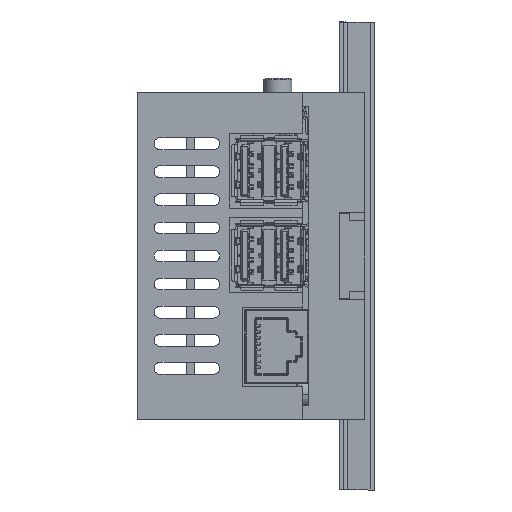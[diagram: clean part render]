
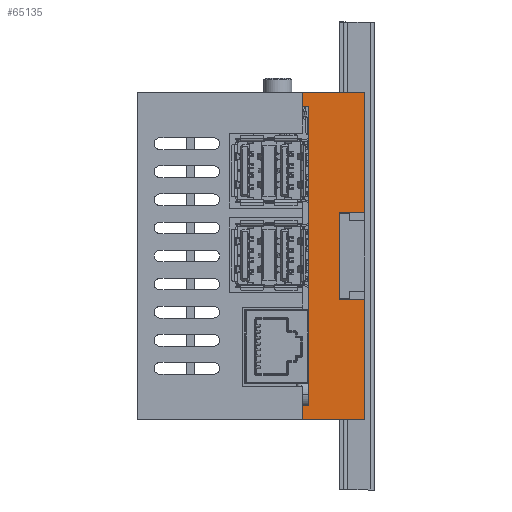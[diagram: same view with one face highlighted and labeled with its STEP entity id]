
A CAD part, left-side view. The second image highlights one B-rep face of the part: STEP entity #65135.
In plain terms, the highlighted face is planar.
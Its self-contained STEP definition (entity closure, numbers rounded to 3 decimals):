
#2835 = VECTOR ( 'NONE', #66118, 1000. ) ;
#2983 = ORIENTED_EDGE ( 'NONE', *, *, #56564, .T. ) ;
#12578 = FACE_OUTER_BOUND ( 'NONE', #122214, .T. ) ;
#13214 = CARTESIAN_POINT ( 'NONE',  ( -9.25, 7., -55. ) ) ;
#13519 = CARTESIAN_POINT ( 'NONE',  ( -9.25, 1.5, -55. ) ) ;
#14691 = LINE ( 'NONE', #36652, #109663 ) ;
#15530 = VERTEX_POINT ( 'NONE', #149987 ) ;
#19629 = EDGE_CURVE ( 'NONE', #133896, #170756, #121059, .T. ) ;
#22240 = ORIENTED_EDGE ( 'NONE', *, *, #58612, .F. ) ;
#22824 = PLANE ( 'NONE',  #137159 ) ;
#24881 = ORIENTED_EDGE ( 'NONE', *, *, #93965, .F. ) ;
#27959 = VERTEX_POINT ( 'NONE', #143971 ) ;
#29610 = DIRECTION ( 'NONE',  ( 0., -1., 0. ) ) ;
#30179 = CARTESIAN_POINT ( 'NONE',  ( -32., -5.1, -55. ) ) ;
#31959 = LINE ( 'NONE', #94494, #62870 ) ;
#32459 = ORIENTED_EDGE ( 'NONE', *, *, #145843, .T. ) ;
#33619 = VECTOR ( 'NONE', #58265, 1000. ) ;
#35589 = DIRECTION ( 'NONE',  ( 0., 0., 1. ) ) ;
#36652 = CARTESIAN_POINT ( 'NONE',  ( -35., 7., -55. ) ) ;
#37974 = CARTESIAN_POINT ( 'NONE',  ( -9.25, 1.5, -55. ) ) ;
#43425 = DIRECTION ( 'NONE',  ( 0., -1., 0. ) ) ;
#46093 = ORIENTED_EDGE ( 'NONE', *, *, #107771, .F. ) ;
#48056 = ORIENTED_EDGE ( 'NONE', *, *, #161012, .T. ) ;
#49344 = DIRECTION ( 'NONE',  ( 1., 0., 0. ) ) ;
#53339 = CARTESIAN_POINT ( 'NONE',  ( -32., -6.25, -55. ) ) ;
#56564 = EDGE_CURVE ( 'NONE', #120620, #27959, #136893, .T. ) ;
#57045 = EDGE_CURVE ( 'NONE', #27959, #152705, #63744, .T. ) ;
#58265 = DIRECTION ( 'NONE',  ( 1., 0., 0. ) ) ;
#58612 = EDGE_CURVE ( 'NONE', #15530, #135807, #116977, .T. ) ;
#61950 = CARTESIAN_POINT ( 'NONE',  ( 35., -6.25, -55. ) ) ;
#62340 = VERTEX_POINT ( 'NONE', #153650 ) ;
#62643 = CARTESIAN_POINT ( 'NONE',  ( -35., 7., -55. ) ) ;
#62870 = VECTOR ( 'NONE', #118096, 1000. ) ;
#63598 = VECTOR ( 'NONE', #119027, 1000. ) ;
#63744 = LINE ( 'NONE', #91987, #72188 ) ;
#64017 = ORIENTED_EDGE ( 'NONE', *, *, #132862, .F. ) ;
#65135 = ADVANCED_FACE ( 'NONE', ( #12578 ), #22824, .F. ) ;
#65433 = VERTEX_POINT ( 'NONE', #53339 ) ;
#66118 = DIRECTION ( 'NONE',  ( -1., 0., 0. ) ) ;
#66952 = VECTOR ( 'NONE', #107125, 1000. ) ;
#67367 = ORIENTED_EDGE ( 'NONE', *, *, #19629, .T. ) ;
#68839 = LINE ( 'NONE', #115571, #106063 ) ;
#69460 = CARTESIAN_POINT ( 'NONE',  ( 35., 7., -55. ) ) ;
#72188 = VECTOR ( 'NONE', #93684, 1000. ) ;
#76927 = CARTESIAN_POINT ( 'NONE',  ( 32., -6.25, -55. ) ) ;
#78023 = EDGE_CURVE ( 'NONE', #62340, #15530, #128448, .T. ) ;
#78679 = DIRECTION ( 'NONE',  ( -1., 0., 0. ) ) ;
#81447 = ORIENTED_EDGE ( 'NONE', *, *, #109564, .F. ) ;
#86999 = CARTESIAN_POINT ( 'NONE',  ( 35., 7., -55. ) ) ;
#91987 = CARTESIAN_POINT ( 'NONE',  ( 9.25, 1.5, -55. ) ) ;
#92238 = VECTOR ( 'NONE', #29610, 1000. ) ;
#92271 = CARTESIAN_POINT ( 'NONE',  ( -35., 7., -55. ) ) ;
#93684 = DIRECTION ( 'NONE',  ( 0., 1., 0. ) ) ;
#93717 = DIRECTION ( 'NONE',  ( 0., -1., 0. ) ) ;
#93965 = EDGE_CURVE ( 'NONE', #135807, #170756, #68839, .T. ) ;
#94494 = CARTESIAN_POINT ( 'NONE',  ( 35., -6.25, -55. ) ) ;
#94823 = CARTESIAN_POINT ( 'NONE',  ( -35., -6.25, -55. ) ) ;
#106063 = VECTOR ( 'NONE', #49344, 1000. ) ;
#107125 = DIRECTION ( 'NONE',  ( 1., 0., 0. ) ) ;
#107771 = EDGE_CURVE ( 'NONE', #133896, #152705, #114274, .T. ) ;
#108503 = CARTESIAN_POINT ( 'NONE',  ( 32., -5.1, -55. ) ) ;
#109564 = EDGE_CURVE ( 'NONE', #146773, #122378, #117463, .T. ) ;
#109663 = VECTOR ( 'NONE', #78679, 1000. ) ;
#111611 = CARTESIAN_POINT ( 'NONE',  ( -35., 7., -55. ) ) ;
#112864 = CARTESIAN_POINT ( 'NONE',  ( 9.25, 7., -55. ) ) ;
#114274 = LINE ( 'NONE', #159417, #2835 ) ;
#115571 = CARTESIAN_POINT ( 'NONE',  ( 35., -6.25, -55. ) ) ;
#116975 = VECTOR ( 'NONE', #93717, 1000. ) ;
#116977 = LINE ( 'NONE', #108503, #92238 ) ;
#117463 = LINE ( 'NONE', #111611, #169037 ) ;
#118096 = DIRECTION ( 'NONE',  ( 1., 0., 0. ) ) ;
#119027 = DIRECTION ( 'NONE',  ( 0., -1., 0. ) ) ;
#120620 = VERTEX_POINT ( 'NONE', #37974 ) ;
#121059 = LINE ( 'NONE', #69460, #116975 ) ;
#121638 = EDGE_CURVE ( 'NONE', #122378, #65433, #31959, .T. ) ;
#122214 = EDGE_LOOP ( 'NONE', ( #24881, #22240, #131463, #48056, #125741, #81447, #64017, #32459, #2983, #165609, #46093, #67367 ) ) ;
#122378 = VERTEX_POINT ( 'NONE', #94823 ) ;
#125017 = CARTESIAN_POINT ( 'NONE',  ( 32., -5.1, -55. ) ) ;
#125741 = ORIENTED_EDGE ( 'NONE', *, *, #121638, .F. ) ;
#127141 = DIRECTION ( 'NONE',  ( 1., 0., 0. ) ) ;
#128448 = LINE ( 'NONE', #125017, #33619 ) ;
#131463 = ORIENTED_EDGE ( 'NONE', *, *, #78023, .F. ) ;
#132862 = EDGE_CURVE ( 'NONE', #134686, #146773, #14691, .T. ) ;
#133896 = VERTEX_POINT ( 'NONE', #86999 ) ;
#134686 = VERTEX_POINT ( 'NONE', #13214 ) ;
#135807 = VERTEX_POINT ( 'NONE', #76927 ) ;
#136893 = LINE ( 'NONE', #148552, #66952 ) ;
#137159 = AXIS2_PLACEMENT_3D ( 'NONE', #62643, #35589, #127141 ) ;
#143971 = CARTESIAN_POINT ( 'NONE',  ( 9.25, 1.5, -55. ) ) ;
#145843 = EDGE_CURVE ( 'NONE', #134686, #120620, #161067, .T. ) ;
#146773 = VERTEX_POINT ( 'NONE', #92271 ) ;
#146774 = VECTOR ( 'NONE', #43425, 1000. ) ;
#148552 = CARTESIAN_POINT ( 'NONE',  ( -9.25, 1.5, -55. ) ) ;
#149987 = CARTESIAN_POINT ( 'NONE',  ( 32., -5.1, -55. ) ) ;
#150913 = LINE ( 'NONE', #30179, #146774 ) ;
#152705 = VERTEX_POINT ( 'NONE', #112864 ) ;
#153650 = CARTESIAN_POINT ( 'NONE',  ( -32., -5.1, -55. ) ) ;
#159417 = CARTESIAN_POINT ( 'NONE',  ( -35., 7., -55. ) ) ;
#161012 = EDGE_CURVE ( 'NONE', #62340, #65433, #150913, .T. ) ;
#161067 = LINE ( 'NONE', #13519, #63598 ) ;
#161689 = DIRECTION ( 'NONE',  ( 0., -1., 0. ) ) ;
#165609 = ORIENTED_EDGE ( 'NONE', *, *, #57045, .T. ) ;
#169037 = VECTOR ( 'NONE', #161689, 1000. ) ;
#170756 = VERTEX_POINT ( 'NONE', #61950 ) ;
